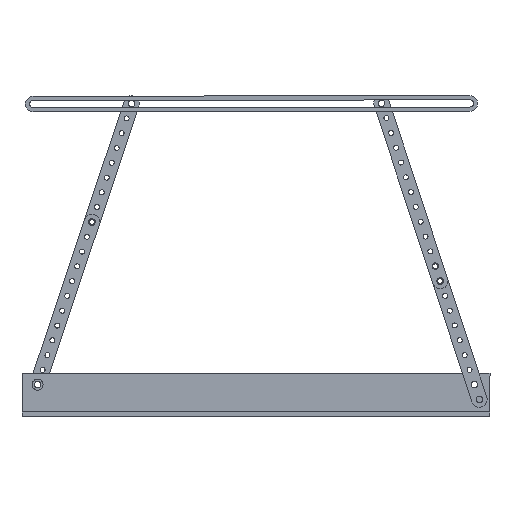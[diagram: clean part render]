
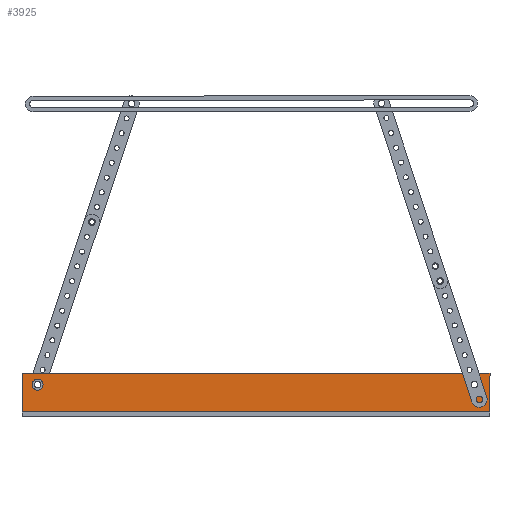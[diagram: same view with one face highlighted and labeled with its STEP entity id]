
A CAD part, front view. The second image highlights one B-rep face of the part: STEP entity #3925.
In plain terms, the highlighted face is planar.
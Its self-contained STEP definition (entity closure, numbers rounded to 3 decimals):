
#71=CIRCLE('',#4202,3.5);
#73=CIRCLE('',#4205,3.5);
#178=FACE_BOUND('',#582,.T.);
#179=FACE_BOUND('',#583,.T.);
#366=FACE_OUTER_BOUND('',#581,.T.);
#581=EDGE_LOOP('',(#3425,#3426,#3427,#3428,#3429,#3430,#3431,#3432,#3433,
#3434,#3435,#3436));
#582=EDGE_LOOP('',(#3437));
#583=EDGE_LOOP('',(#3438));
#1068=LINE('',#6162,#1563);
#1071=LINE('',#6168,#1566);
#1074=LINE('',#6174,#1569);
#1077=LINE('',#6180,#1572);
#1080=LINE('',#6186,#1575);
#1083=LINE('',#6192,#1578);
#1086=LINE('',#6198,#1581);
#1089=LINE('',#6204,#1584);
#1092=LINE('',#6210,#1587);
#1095=LINE('',#6216,#1590);
#1098=LINE('',#6222,#1593);
#1101=LINE('',#6226,#1596);
#1563=VECTOR('',#5033,10.);
#1566=VECTOR('',#5038,10.);
#1569=VECTOR('',#5043,10.);
#1572=VECTOR('',#5048,10.);
#1575=VECTOR('',#5053,10.);
#1578=VECTOR('',#5058,10.);
#1581=VECTOR('',#5063,10.);
#1584=VECTOR('',#5068,10.);
#1587=VECTOR('',#5073,10.);
#1590=VECTOR('',#5078,10.);
#1593=VECTOR('',#5083,10.);
#1596=VECTOR('',#5088,10.);
#1914=VERTEX_POINT('',#6144);
#1916=VERTEX_POINT('',#6150);
#1920=VERTEX_POINT('',#6159);
#1921=VERTEX_POINT('',#6161);
#1923=VERTEX_POINT('',#6167);
#1925=VERTEX_POINT('',#6173);
#1927=VERTEX_POINT('',#6179);
#1929=VERTEX_POINT('',#6185);
#1931=VERTEX_POINT('',#6191);
#1933=VERTEX_POINT('',#6197);
#1935=VERTEX_POINT('',#6203);
#1937=VERTEX_POINT('',#6209);
#1939=VERTEX_POINT('',#6215);
#1941=VERTEX_POINT('',#6221);
#2412=EDGE_CURVE('',#1914,#1914,#71,.T.);
#2415=EDGE_CURVE('',#1916,#1916,#73,.T.);
#2420=EDGE_CURVE('',#1921,#1920,#1068,.T.);
#2423=EDGE_CURVE('',#1923,#1921,#1071,.T.);
#2426=EDGE_CURVE('',#1925,#1923,#1074,.T.);
#2429=EDGE_CURVE('',#1927,#1925,#1077,.T.);
#2432=EDGE_CURVE('',#1929,#1927,#1080,.T.);
#2435=EDGE_CURVE('',#1931,#1929,#1083,.T.);
#2438=EDGE_CURVE('',#1933,#1931,#1086,.T.);
#2441=EDGE_CURVE('',#1935,#1933,#1089,.T.);
#2444=EDGE_CURVE('',#1937,#1935,#1092,.T.);
#2447=EDGE_CURVE('',#1939,#1937,#1095,.T.);
#2450=EDGE_CURVE('',#1941,#1939,#1098,.T.);
#2453=EDGE_CURVE('',#1920,#1941,#1101,.T.);
#3425=ORIENTED_EDGE('',*,*,#2453,.T.);
#3426=ORIENTED_EDGE('',*,*,#2450,.T.);
#3427=ORIENTED_EDGE('',*,*,#2447,.T.);
#3428=ORIENTED_EDGE('',*,*,#2444,.T.);
#3429=ORIENTED_EDGE('',*,*,#2441,.T.);
#3430=ORIENTED_EDGE('',*,*,#2438,.T.);
#3431=ORIENTED_EDGE('',*,*,#2435,.T.);
#3432=ORIENTED_EDGE('',*,*,#2432,.T.);
#3433=ORIENTED_EDGE('',*,*,#2429,.T.);
#3434=ORIENTED_EDGE('',*,*,#2426,.T.);
#3435=ORIENTED_EDGE('',*,*,#2423,.T.);
#3436=ORIENTED_EDGE('',*,*,#2420,.T.);
#3437=ORIENTED_EDGE('',*,*,#2415,.T.);
#3438=ORIENTED_EDGE('',*,*,#2412,.T.);
#3757=PLANE('',#4219);
#3925=ADVANCED_FACE('',(#366,#178,#179),#3757,.T.);
#4202=AXIS2_PLACEMENT_3D('',#6145,#5017,#5018);
#4205=AXIS2_PLACEMENT_3D('',#6151,#5024,#5025);
#4219=AXIS2_PLACEMENT_3D('',#6227,#5089,#5090);
#5017=DIRECTION('center_axis',(0.,0.,-1.));
#5018=DIRECTION('ref_axis',(-1.,0.,0.));
#5024=DIRECTION('center_axis',(0.,0.,-1.));
#5025=DIRECTION('ref_axis',(-1.,0.,0.));
#5033=DIRECTION('',(0.,-1.,0.));
#5038=DIRECTION('',(-1.,0.,0.));
#5043=DIRECTION('',(0.,1.,0.));
#5048=DIRECTION('',(1.,0.,0.));
#5053=DIRECTION('',(0.,1.,0.));
#5058=DIRECTION('',(1.,0.,0.));
#5063=DIRECTION('',(0.,-1.,0.));
#5068=DIRECTION('',(1.,0.,0.));
#5073=DIRECTION('',(0.,1.,0.));
#5078=DIRECTION('',(1.,0.,0.));
#5083=DIRECTION('',(0.,-1.,0.));
#5088=DIRECTION('',(1.,0.,0.));
#5089=DIRECTION('center_axis',(0.,0.,1.));
#5090=DIRECTION('ref_axis',(1.,0.,0.));
#6144=CARTESIAN_POINT('',(13.5,17.5,3.));
#6145=CARTESIAN_POINT('Origin',(10.,17.5,3.));
#6150=CARTESIAN_POINT('',(293.5,17.5,3.));
#6151=CARTESIAN_POINT('Origin',(290.,17.5,3.));
#6159=CARTESIAN_POINT('',(0.,0.,3.));
#6161=CARTESIAN_POINT('',(0.,25.,3.));
#6162=CARTESIAN_POINT('',(0.,25.,3.));
#6167=CARTESIAN_POINT('',(300.,25.,3.));
#6168=CARTESIAN_POINT('',(300.,25.,3.));
#6173=CARTESIAN_POINT('',(300.,0.,3.));
#6174=CARTESIAN_POINT('',(300.,0.,3.));
#6179=CARTESIAN_POINT('',(294.,0.,3.));
#6180=CARTESIAN_POINT('',(0.,0.,3.));
#6185=CARTESIAN_POINT('',(294.,-2.9,3.));
#6186=CARTESIAN_POINT('',(294.,-2.9,3.));
#6191=CARTESIAN_POINT('',(286.,-2.9,3.));
#6192=CARTESIAN_POINT('',(286.,-2.9,3.));
#6197=CARTESIAN_POINT('',(286.,0.,3.));
#6198=CARTESIAN_POINT('',(286.,0.,3.));
#6203=CARTESIAN_POINT('',(14.,0.,3.));
#6204=CARTESIAN_POINT('',(0.,0.,3.));
#6209=CARTESIAN_POINT('',(14.,-2.9,3.));
#6210=CARTESIAN_POINT('',(14.,-2.9,3.));
#6215=CARTESIAN_POINT('',(6.,-2.9,3.));
#6216=CARTESIAN_POINT('',(6.,-2.9,3.));
#6221=CARTESIAN_POINT('',(6.,0.,3.));
#6222=CARTESIAN_POINT('',(6.,0.,3.));
#6226=CARTESIAN_POINT('',(0.,0.,3.));
#6227=CARTESIAN_POINT('Origin',(150.,12.5,3.));
